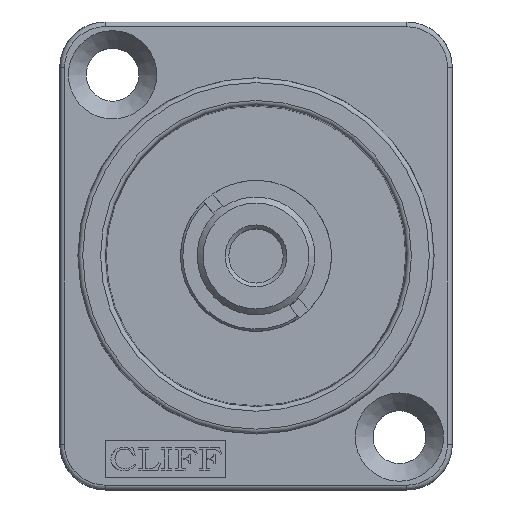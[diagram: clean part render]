
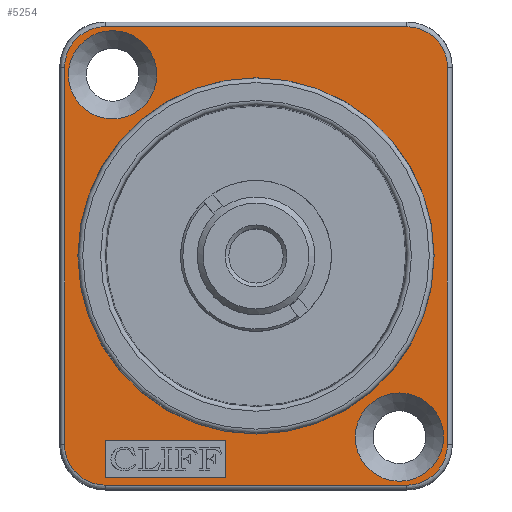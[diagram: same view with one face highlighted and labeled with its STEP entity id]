
A CAD part, top view. The second image highlights one B-rep face of the part: STEP entity #5254.
In plain terms, the highlighted planar face has unit normal (0, 0, 1).
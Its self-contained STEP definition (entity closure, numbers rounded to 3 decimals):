
#50=ELLIPSE('',#5594,2.7,2.7);
#53=ELLIPSE('',#5601,2.7,2.7);
#55=ELLIPSE('',#5606,2.7,2.7);
#57=ELLIPSE('',#5611,2.7,2.7);
#88=FACE_BOUND('',#863,.T.);
#89=FACE_BOUND('',#864,.T.);
#90=FACE_BOUND('',#865,.T.);
#91=FACE_BOUND('',#866,.T.);
#244=PLANE('',#5617);
#564=FACE_OUTER_BOUND('',#862,.T.);
#862=EDGE_LOOP('',(#4638,#4639,#4640,#4641,#4642,#4643,#4644,#4645));
#863=EDGE_LOOP('',(#4646));
#864=EDGE_LOOP('',(#4647,#4648,#4649,#4650));
#865=EDGE_LOOP('',(#4651));
#866=EDGE_LOOP('',(#4652));
#968=CIRCLE('',#5510,11.8);
#977=CIRCLE('',#5618,2.925);
#978=CIRCLE('',#5619,2.925);
#1540=LINE('',#11540,#2003);
#1544=LINE('',#11548,#2007);
#1547=LINE('',#11554,#2010);
#1550=LINE('',#11559,#2013);
#1553=LINE('',#11600,#2016);
#1555=LINE('',#11636,#2018);
#1557=LINE('',#11672,#2020);
#1559=LINE('',#11705,#2022);
#2003=VECTOR('',#6665,10.);
#2007=VECTOR('',#6671,10.);
#2010=VECTOR('',#6676,10.);
#2013=VECTOR('',#6681,10.);
#2016=VECTOR('',#6698,10.);
#2018=VECTOR('',#6710,10.);
#2020=VECTOR('',#6722,10.);
#2022=VECTOR('',#6732,10.);
#2272=VERTEX_POINT('',#10387);
#2485=VERTEX_POINT('',#11538);
#2486=VERTEX_POINT('',#11539);
#2489=VERTEX_POINT('',#11547);
#2491=VERTEX_POINT('',#11553);
#2494=VERTEX_POINT('',#11588);
#2495=VERTEX_POINT('',#11590);
#2497=VERTEX_POINT('',#11596);
#2499=VERTEX_POINT('',#11626);
#2501=VERTEX_POINT('',#11632);
#2503=VERTEX_POINT('',#11662);
#2505=VERTEX_POINT('',#11668);
#2507=VERTEX_POINT('',#11698);
#2509=VERTEX_POINT('',#11716);
#2510=VERTEX_POINT('',#11718);
#2865=EDGE_CURVE('',#2272,#2272,#968,.T.);
#3185=EDGE_CURVE('',#2485,#2486,#1540,.T.);
#3189=EDGE_CURVE('',#2489,#2485,#1544,.T.);
#3192=EDGE_CURVE('',#2491,#2489,#1547,.T.);
#3195=EDGE_CURVE('',#2486,#2491,#1550,.T.);
#3198=EDGE_CURVE('',#2494,#2495,#50,.T.);
#3203=EDGE_CURVE('',#2495,#2497,#1553,.T.);
#3206=EDGE_CURVE('',#2497,#2499,#53,.T.);
#3209=EDGE_CURVE('',#2499,#2501,#1555,.T.);
#3212=EDGE_CURVE('',#2501,#2503,#55,.T.);
#3215=EDGE_CURVE('',#2503,#2505,#1557,.T.);
#3218=EDGE_CURVE('',#2505,#2507,#57,.T.);
#3220=EDGE_CURVE('',#2507,#2494,#1559,.T.);
#3226=EDGE_CURVE('',#2509,#2509,#977,.T.);
#3227=EDGE_CURVE('',#2510,#2510,#978,.T.);
#4638=ORIENTED_EDGE('',*,*,#3198,.F.);
#4639=ORIENTED_EDGE('',*,*,#3220,.F.);
#4640=ORIENTED_EDGE('',*,*,#3218,.F.);
#4641=ORIENTED_EDGE('',*,*,#3215,.F.);
#4642=ORIENTED_EDGE('',*,*,#3212,.F.);
#4643=ORIENTED_EDGE('',*,*,#3209,.F.);
#4644=ORIENTED_EDGE('',*,*,#3206,.F.);
#4645=ORIENTED_EDGE('',*,*,#3203,.F.);
#4646=ORIENTED_EDGE('',*,*,#2865,.T.);
#4647=ORIENTED_EDGE('',*,*,#3185,.T.);
#4648=ORIENTED_EDGE('',*,*,#3195,.T.);
#4649=ORIENTED_EDGE('',*,*,#3192,.T.);
#4650=ORIENTED_EDGE('',*,*,#3189,.T.);
#4651=ORIENTED_EDGE('',*,*,#3226,.T.);
#4652=ORIENTED_EDGE('',*,*,#3227,.T.);
#5254=ADVANCED_FACE('',(#564,#88,#89,#90,#91),#244,.T.);
#5510=AXIS2_PLACEMENT_3D('',#10388,#6256,#6257);
#5594=AXIS2_PLACEMENT_3D('',#11591,#6687,#6688);
#5601=AXIS2_PLACEMENT_3D('',#11630,#6703,#6704);
#5606=AXIS2_PLACEMENT_3D('',#11666,#6715,#6716);
#5611=AXIS2_PLACEMENT_3D('',#11702,#6727,#6728);
#5617=AXIS2_PLACEMENT_3D('',#11715,#6746,#6747);
#5618=AXIS2_PLACEMENT_3D('',#11717,#6748,#6749);
#5619=AXIS2_PLACEMENT_3D('',#11719,#6750,#6751);
#6256=DIRECTION('center_axis',(0.,0.,-1.));
#6257=DIRECTION('ref_axis',(-1.,0.,0.));
#6665=DIRECTION('',(0.,1.,0.));
#6671=DIRECTION('',(-1.,0.,0.));
#6676=DIRECTION('',(0.,-1.,0.));
#6681=DIRECTION('',(1.,0.,0.));
#6687=DIRECTION('center_axis',(0.,0.,-1.));
#6688=DIRECTION('ref_axis',(-0.707,0.707,0.));
#6698=DIRECTION('',(1.,0.,0.));
#6703=DIRECTION('center_axis',(0.,0.,-1.));
#6704=DIRECTION('ref_axis',(0.707,0.707,0.));
#6710=DIRECTION('',(0.,-1.,0.));
#6715=DIRECTION('center_axis',(0.,0.,-1.));
#6716=DIRECTION('ref_axis',(0.707,-0.707,0.));
#6722=DIRECTION('',(-1.,0.,0.));
#6727=DIRECTION('center_axis',(0.,0.,-1.));
#6728=DIRECTION('ref_axis',(-0.707,-0.707,0.));
#6732=DIRECTION('',(0.,1.,0.));
#6746=DIRECTION('center_axis',(0.,0.,1.));
#6747=DIRECTION('ref_axis',(1.,0.,0.));
#6748=DIRECTION('center_axis',(0.,0.,-1.));
#6749=DIRECTION('ref_axis',(1.,0.,0.));
#6750=DIRECTION('center_axis',(0.,0.,-1.));
#6751=DIRECTION('ref_axis',(1.,0.,0.));
#10387=CARTESIAN_POINT('',(11.8,0.,2.3));
#10388=CARTESIAN_POINT('Origin',(0.,0.,2.3));
#11538=CARTESIAN_POINT('',(-10.,-14.7,2.3));
#11539=CARTESIAN_POINT('',(-10.,-12.2,2.3));
#11540=CARTESIAN_POINT('',(-10.,-7.35,2.3));
#11547=CARTESIAN_POINT('',(-2.,-14.7,2.3));
#11548=CARTESIAN_POINT('',(-1.,-14.7,2.3));
#11553=CARTESIAN_POINT('',(-2.,-12.2,2.3));
#11554=CARTESIAN_POINT('',(-2.,-6.1,2.3));
#11559=CARTESIAN_POINT('',(-5.,-12.2,2.3));
#11588=CARTESIAN_POINT('',(-12.683,12.483,2.3));
#11590=CARTESIAN_POINT('',(-9.983,15.183,2.3));
#11591=CARTESIAN_POINT('Origin',(-9.982,12.482,2.3));
#11596=CARTESIAN_POINT('',(9.983,15.183,2.3));
#11600=CARTESIAN_POINT('',(-6.5,15.183,2.3));
#11626=CARTESIAN_POINT('',(12.683,12.483,2.3));
#11630=CARTESIAN_POINT('Origin',(9.982,12.482,2.3));
#11632=CARTESIAN_POINT('',(12.683,-12.483,2.3));
#11636=CARTESIAN_POINT('',(12.683,7.75,2.3));
#11662=CARTESIAN_POINT('',(9.983,-15.183,2.3));
#11666=CARTESIAN_POINT('Origin',(9.982,-12.482,2.3));
#11668=CARTESIAN_POINT('',(-9.983,-15.183,2.3));
#11672=CARTESIAN_POINT('',(6.5,-15.183,2.3));
#11698=CARTESIAN_POINT('',(-12.683,-12.483,2.3));
#11702=CARTESIAN_POINT('Origin',(-9.982,-12.482,2.3));
#11705=CARTESIAN_POINT('',(-12.683,-7.75,2.3));
#11715=CARTESIAN_POINT('Origin',(0.,0.,
2.3));
#11716=CARTESIAN_POINT('',(-12.425,12.,2.3));
#11717=CARTESIAN_POINT('Origin',(-9.5,12.,2.3));
#11718=CARTESIAN_POINT('',(6.575,-12.,2.3));
#11719=CARTESIAN_POINT('Origin',(9.5,-12.,2.3));
